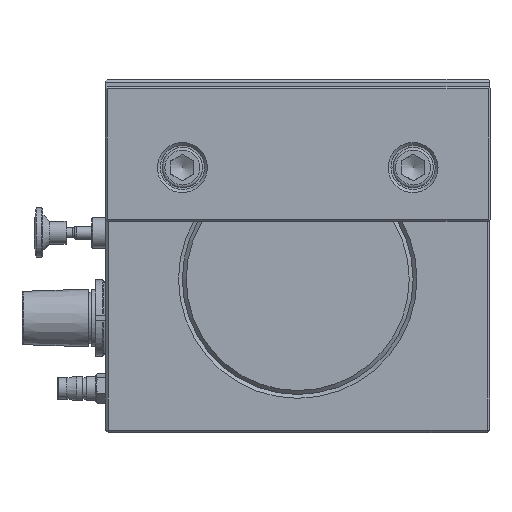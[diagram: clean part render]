
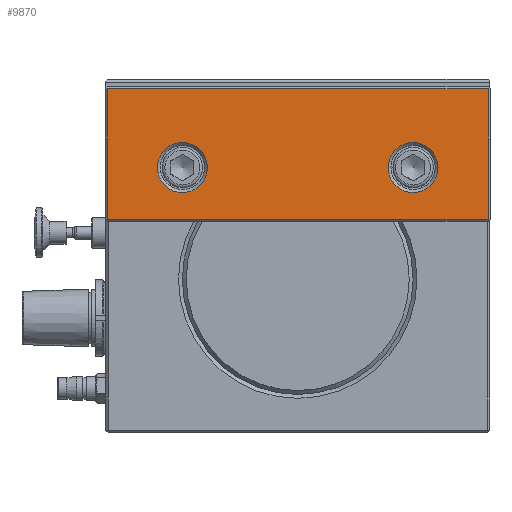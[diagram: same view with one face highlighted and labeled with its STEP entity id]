
A CAD part, front view. The second image highlights one B-rep face of the part: STEP entity #9870.
In plain terms, the highlighted planar face has unit normal (0, -1, 0).
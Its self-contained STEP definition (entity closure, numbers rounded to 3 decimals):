
#512=FACE_BOUND('',#1969,.T.);
#513=FACE_BOUND('',#1970,.T.);
#797=PLANE('',#11218);
#1334=FACE_OUTER_BOUND('',#1968,.T.);
#1968=EDGE_LOOP('',(#8957,#8958,#8959,#8960));
#1969=EDGE_LOOP('',(#8961));
#1970=EDGE_LOOP('',(#8962));
#2779=LINE('',#17583,#3614);
#2790=LINE('',#17606,#3625);
#2794=LINE('',#17612,#3629);
#2797=LINE('',#17616,#3632);
#3614=VECTOR('',#13924,10.);
#3625=VECTOR('',#13943,10.);
#3629=VECTOR('',#13951,10.);
#3632=VECTOR('',#13956,10.);
#4119=CIRCLE('',#11219,13.);
#4120=CIRCLE('',#11220,13.);
#4981=VERTEX_POINT('',#17580);
#4982=VERTEX_POINT('',#17582);
#4987=VERTEX_POINT('',#17595);
#4988=VERTEX_POINT('',#17599);
#4991=VERTEX_POINT('',#17622);
#4992=VERTEX_POINT('',#17624);
#6317=EDGE_CURVE('',#4981,#4982,#2779,.T.);
#6328=EDGE_CURVE('',#4988,#4987,#2790,.T.);
#6332=EDGE_CURVE('',#4982,#4988,#2794,.T.);
#6335=EDGE_CURVE('',#4987,#4981,#2797,.T.);
#6338=EDGE_CURVE('',#4991,#4991,#4119,.T.);
#6339=EDGE_CURVE('',#4992,#4992,#4120,.T.);
#8957=ORIENTED_EDGE('',*,*,#6328,.F.);
#8958=ORIENTED_EDGE('',*,*,#6332,.F.);
#8959=ORIENTED_EDGE('',*,*,#6317,.F.);
#8960=ORIENTED_EDGE('',*,*,#6335,.F.);
#8961=ORIENTED_EDGE('',*,*,#6338,.F.);
#8962=ORIENTED_EDGE('',*,*,#6339,.F.);
#9870=ADVANCED_FACE('',(#1334,#512,#513),#797,.F.);
#11218=AXIS2_PLACEMENT_3D('',#17621,#13963,#13964);
#11219=AXIS2_PLACEMENT_3D('',#17623,#13965,#13966);
#11220=AXIS2_PLACEMENT_3D('',#17625,#13967,#13968);
#13924=DIRECTION('',(-1.,0.,0.));
#13943=DIRECTION('',(1.,0.,0.));
#13951=DIRECTION('',(0.,0.,1.));
#13956=DIRECTION('',(0.,0.,-1.));
#13963=DIRECTION('center_axis',(0.,1.,0.));
#13964=DIRECTION('ref_axis',(0.,0.,1.));
#13965=DIRECTION('center_axis',(0.,-1.,0.));
#13966=DIRECTION('ref_axis',(-1.,0.,0.));
#13967=DIRECTION('center_axis',(0.,-1.,0.));
#13968=DIRECTION('ref_axis',(-1.,0.,0.));
#17580=CARTESIAN_POINT('',(99.,0.,-34.));
#17582=CARTESIAN_POINT('',(-99.,0.,-34.));
#17583=CARTESIAN_POINT('',(50.,0.,-34.));
#17595=CARTESIAN_POINT('',(99.,0.,34.));
#17599=CARTESIAN_POINT('',(-99.,0.,34.));
#17606=CARTESIAN_POINT('',(-50.,0.,34.));
#17612=CARTESIAN_POINT('',(-99.,0.,-17.5));
#17616=CARTESIAN_POINT('',(99.,0.,17.5));
#17621=CARTESIAN_POINT('Origin',(0.,0.,0.));
#17622=CARTESIAN_POINT('',(73.,0.,-7.));
#17623=CARTESIAN_POINT('Origin',(60.,0.,-7.));
#17624=CARTESIAN_POINT('',(-47.,0.,-7.));
#17625=CARTESIAN_POINT('Origin',(-60.,0.,-7.));
